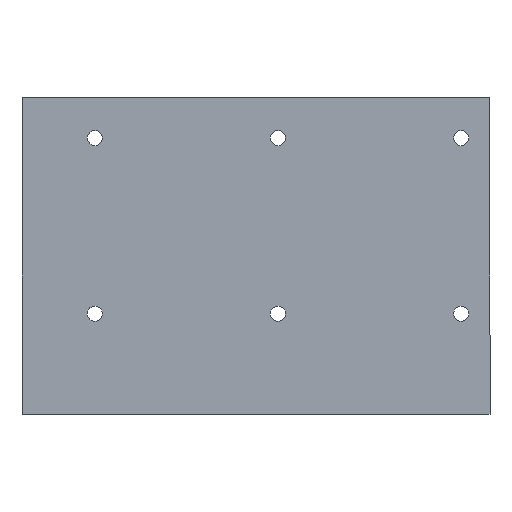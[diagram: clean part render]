
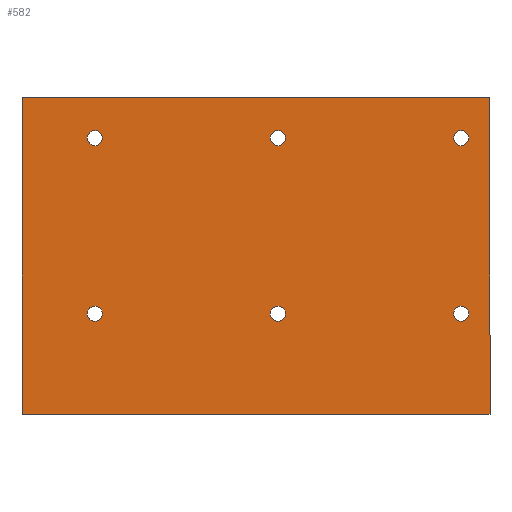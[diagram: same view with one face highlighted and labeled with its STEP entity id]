
A CAD part, top view. The second image highlights one B-rep face of the part: STEP entity #582.
In plain terms, the highlighted planar face has unit normal (0, 0, 1).
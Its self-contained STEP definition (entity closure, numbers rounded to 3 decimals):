
#3 = ORIENTED_EDGE ( 'NONE', *, *, #525, .T. ) ;
#7 = AXIS2_PLACEMENT_3D ( 'NONE', #557, #382, #378 ) ;
#15 = CARTESIAN_POINT ( 'NONE',  ( -73., -70., 10. ) ) ;
#28 = DIRECTION ( 'NONE',  ( 1., 0., 0. ) ) ;
#33 = DIRECTION ( 'NONE',  ( 0., 0., 1. ) ) ;
#34 = CIRCLE ( 'NONE', #639, 6. ) ;
#36 = PLANE ( 'NONE',  #169 ) ;
#40 = VERTEX_POINT ( 'NONE', #493 ) ;
#41 = VERTEX_POINT ( 'NONE', #599 ) ;
#42 = VERTEX_POINT ( 'NONE', #209 ) ;
#45 = LINE ( 'NONE', #360, #272 ) ;
#46 = EDGE_CURVE ( 'NONE', #606, #544, #255, .T. ) ;
#55 = AXIS2_PLACEMENT_3D ( 'NONE', #434, #85, #289 ) ;
#56 = EDGE_CURVE ( 'NONE', #321, #433, #298, .T. ) ;
#63 = DIRECTION ( 'NONE',  ( 0., 0., 1. ) ) ;
#66 = CARTESIAN_POINT ( 'NONE',  ( -73., -70., 10. ) ) ;
#73 = DIRECTION ( 'NONE',  ( -1., 0., 0. ) ) ;
#74 = DIRECTION ( 'NONE',  ( 1., 0., 0. ) ) ;
#80 = CARTESIAN_POINT ( 'NONE',  ( -225., 70., 10. ) ) ;
#85 = DIRECTION ( 'NONE',  ( 0., 0., 1. ) ) ;
#87 = EDGE_CURVE ( 'NONE', #446, #312, #275, .T. ) ;
#92 = EDGE_LOOP ( 'NONE', ( #326, #514 ) ) ;
#96 = CARTESIAN_POINT ( 'NONE',  ( 79., 70., 10. ) ) ;
#97 = EDGE_CURVE ( 'NONE', #312, #446, #527, .T. ) ;
#100 = ORIENTED_EDGE ( 'NONE', *, *, #46, .F. ) ;
#109 = FACE_BOUND ( 'NONE', #404, .T. ) ;
#125 = CARTESIAN_POINT ( 'NONE',  ( -213., -70., 10. ) ) ;
#128 = ORIENTED_EDGE ( 'NONE', *, *, #454, .T. ) ;
#132 = CARTESIAN_POINT ( 'NONE',  ( 73., -70., 10. ) ) ;
#134 = CIRCLE ( 'NONE', #344, 6. ) ;
#135 = DIRECTION ( 'NONE',  ( 0., 0., 1. ) ) ;
#144 = VECTOR ( 'NONE', #73, 1000. ) ;
#156 = ORIENTED_EDGE ( 'NONE', *, *, #626, .F. ) ;
#159 = FACE_BOUND ( 'NONE', #502, .T. ) ;
#161 = VERTEX_POINT ( 'NONE', #165 ) ;
#162 = DIRECTION ( 'NONE',  ( 0., 0., 1. ) ) ;
#164 = EDGE_CURVE ( 'NONE', #544, #606, #403, .T. ) ;
#165 = CARTESIAN_POINT ( 'NONE',  ( 96., -150., 10. ) ) ;
#169 = AXIS2_PLACEMENT_3D ( 'NONE', #257, #484, #194 ) ;
#173 = AXIS2_PLACEMENT_3D ( 'NONE', #325, #559, #455 ) ;
#184 = CARTESIAN_POINT ( 'NONE',  ( -277., 102., 10. ) ) ;
#193 = CARTESIAN_POINT ( 'NONE',  ( 79., -70., 10. ) ) ;
#194 = DIRECTION ( 'NONE',  ( 1., 0., 0. ) ) ;
#203 = FACE_BOUND ( 'NONE', #476, .T. ) ;
#205 = EDGE_LOOP ( 'NONE', ( #276, #261 ) ) ;
#206 = ORIENTED_EDGE ( 'NONE', *, *, #293, .F. ) ;
#209 = CARTESIAN_POINT ( 'NONE',  ( -67., -70., 10. ) ) ;
#212 = AXIS2_PLACEMENT_3D ( 'NONE', #132, #574, #627 ) ;
#213 = VECTOR ( 'NONE', #625, 1000. ) ;
#216 = VERTEX_POINT ( 'NONE', #563 ) ;
#224 = ORIENTED_EDGE ( 'NONE', *, *, #164, .F. ) ;
#226 = ORIENTED_EDGE ( 'NONE', *, *, #428, .F. ) ;
#229 = CARTESIAN_POINT ( 'NONE',  ( -73., 70., 10. ) ) ;
#234 = DIRECTION ( 'NONE',  ( 0., 0., 1. ) ) ;
#241 = VECTOR ( 'NONE', #472, 1000. ) ;
#248 = CIRCLE ( 'NONE', #490, 6. ) ;
#255 = CIRCLE ( 'NONE', #485, 6. ) ;
#257 = CARTESIAN_POINT ( 'NONE',  ( 0., 0., 10. ) ) ;
#258 = VERTEX_POINT ( 'NONE', #520 ) ;
#261 = ORIENTED_EDGE ( 'NONE', *, *, #367, .F. ) ;
#272 = VECTOR ( 'NONE', #300, 1000. ) ;
#273 = CIRCLE ( 'NONE', #438, 6. ) ;
#275 = CIRCLE ( 'NONE', #7, 6. ) ;
#276 = ORIENTED_EDGE ( 'NONE', *, *, #399, .F. ) ;
#288 = ORIENTED_EDGE ( 'NONE', *, *, #345, .F. ) ;
#289 = DIRECTION ( 'NONE',  ( -1., 0., 0. ) ) ;
#290 = AXIS2_PLACEMENT_3D ( 'NONE', #459, #329, #457 ) ;
#293 = EDGE_CURVE ( 'NONE', #630, #42, #273, .T. ) ;
#298 = CIRCLE ( 'NONE', #290, 6. ) ;
#300 = DIRECTION ( 'NONE',  ( 0., 1., 0. ) ) ;
#301 = EDGE_CURVE ( 'NONE', #42, #630, #134, .T. ) ;
#302 = ORIENTED_EDGE ( 'NONE', *, *, #304, .T. ) ;
#304 = EDGE_CURVE ( 'NONE', #475, #41, #612, .T. ) ;
#306 = FACE_BOUND ( 'NONE', #205, .T. ) ;
#307 = LINE ( 'NONE', #386, #213 ) ;
#312 = VERTEX_POINT ( 'NONE', #125 ) ;
#321 = VERTEX_POINT ( 'NONE', #80 ) ;
#325 = CARTESIAN_POINT ( 'NONE',  ( -219., -70., 10. ) ) ;
#326 = ORIENTED_EDGE ( 'NONE', *, *, #87, .F. ) ;
#329 = DIRECTION ( 'NONE',  ( 0., 0., 1. ) ) ;
#338 = CARTESIAN_POINT ( 'NONE',  ( 73., -70., 10. ) ) ;
#340 = DIRECTION ( 'NONE',  ( 1., 0., 0. ) ) ;
#343 = CARTESIAN_POINT ( 'NONE',  ( 81., 102., 10. ) ) ;
#344 = AXIS2_PLACEMENT_3D ( 'NONE', #15, #426, #519 ) ;
#345 = EDGE_CURVE ( 'NONE', #433, #321, #462, .T. ) ;
#346 = CARTESIAN_POINT ( 'NONE',  ( -225., -70., 10. ) ) ;
#349 = CARTESIAN_POINT ( 'NONE',  ( 73., 70., 10. ) ) ;
#357 = CARTESIAN_POINT ( 'NONE',  ( 96., 102., 10. ) ) ;
#360 = CARTESIAN_POINT ( 'NONE',  ( 96., 102., 10. ) ) ;
#363 = EDGE_CURVE ( 'NONE', #41, #40, #431, .T. ) ;
#367 = EDGE_CURVE ( 'NONE', #550, #216, #506, .T. ) ;
#371 = FACE_BOUND ( 'NONE', #398, .T. ) ;
#375 = DIRECTION ( 'NONE',  ( 1., 0., 0. ) ) ;
#378 = DIRECTION ( 'NONE',  ( -1., 0., 0. ) ) ;
#382 = DIRECTION ( 'NONE',  ( 0., 0., 1. ) ) ;
#386 = CARTESIAN_POINT ( 'NONE',  ( -277., -150., 10. ) ) ;
#391 = ORIENTED_EDGE ( 'NONE', *, *, #363, .T. ) ;
#398 = EDGE_LOOP ( 'NONE', ( #226, #156 ) ) ;
#399 = EDGE_CURVE ( 'NONE', #216, #550, #248, .T. ) ;
#403 = CIRCLE ( 'NONE', #543, 6. ) ;
#404 = EDGE_LOOP ( 'NONE', ( #224, #100 ) ) ;
#414 = FACE_OUTER_BOUND ( 'NONE', #637, .T. ) ;
#426 = DIRECTION ( 'NONE',  ( 0., 0., 1. ) ) ;
#428 = EDGE_CURVE ( 'NONE', #258, #487, #564, .T. ) ;
#431 = LINE ( 'NONE', #184, #241 ) ;
#433 = VERTEX_POINT ( 'NONE', #437 ) ;
#434 = CARTESIAN_POINT ( 'NONE',  ( -219., 70., 10. ) ) ;
#437 = CARTESIAN_POINT ( 'NONE',  ( -213., 70., 10. ) ) ;
#438 = AXIS2_PLACEMENT_3D ( 'NONE', #66, #610, #340 ) ;
#446 = VERTEX_POINT ( 'NONE', #346 ) ;
#454 = EDGE_CURVE ( 'NONE', #40, #161, #307, .T. ) ;
#455 = DIRECTION ( 'NONE',  ( -1., 0., 0. ) ) ;
#457 = DIRECTION ( 'NONE',  ( -1., 0., 0. ) ) ;
#459 = CARTESIAN_POINT ( 'NONE',  ( -219., 70., 10. ) ) ;
#460 = CARTESIAN_POINT ( 'NONE',  ( -73., 70., 10. ) ) ;
#462 = CIRCLE ( 'NONE', #55, 6. ) ;
#472 = DIRECTION ( 'NONE',  ( 0., -1., 0. ) ) ;
#475 = VERTEX_POINT ( 'NONE', #357 ) ;
#476 = EDGE_LOOP ( 'NONE', ( #206, #623 ) ) ;
#484 = DIRECTION ( 'NONE',  ( 0., 0., 1. ) ) ;
#485 = AXIS2_PLACEMENT_3D ( 'NONE', #460, #63, #375 ) ;
#487 = VERTEX_POINT ( 'NONE', #193 ) ;
#490 = AXIS2_PLACEMENT_3D ( 'NONE', #349, #33, #578 ) ;
#493 = CARTESIAN_POINT ( 'NONE',  ( -277., -150., 10. ) ) ;
#496 = ORIENTED_EDGE ( 'NONE', *, *, #56, .F. ) ;
#502 = EDGE_LOOP ( 'NONE', ( #496, #288 ) ) ;
#506 = CIRCLE ( 'NONE', #642, 6. ) ;
#514 = ORIENTED_EDGE ( 'NONE', *, *, #97, .F. ) ;
#519 = DIRECTION ( 'NONE',  ( 1., 0., 0. ) ) ;
#520 = CARTESIAN_POINT ( 'NONE',  ( 67., -70., 10. ) ) ;
#524 = CARTESIAN_POINT ( 'NONE',  ( 73., 70., 10. ) ) ;
#525 = EDGE_CURVE ( 'NONE', #161, #475, #45, .T. ) ;
#527 = CIRCLE ( 'NONE', #173, 6. ) ;
#539 = FACE_BOUND ( 'NONE', #92, .T. ) ;
#543 = AXIS2_PLACEMENT_3D ( 'NONE', #229, #162, #551 ) ;
#544 = VERTEX_POINT ( 'NONE', #585 ) ;
#550 = VERTEX_POINT ( 'NONE', #96 ) ;
#551 = DIRECTION ( 'NONE',  ( 1., 0., 0. ) ) ;
#557 = CARTESIAN_POINT ( 'NONE',  ( -219., -70., 10. ) ) ;
#559 = DIRECTION ( 'NONE',  ( 0., 0., 1. ) ) ;
#563 = CARTESIAN_POINT ( 'NONE',  ( 67., 70., 10. ) ) ;
#564 = CIRCLE ( 'NONE', #212, 6. ) ;
#574 = DIRECTION ( 'NONE',  ( 0., 0., 1. ) ) ;
#578 = DIRECTION ( 'NONE',  ( 1., 0., 0. ) ) ;
#582 = ADVANCED_FACE ( 'NONE', ( #539, #109, #371, #414, #306, #203, #159 ), #36, .T. ) ;
#585 = CARTESIAN_POINT ( 'NONE',  ( -79., 70., 10. ) ) ;
#588 = CARTESIAN_POINT ( 'NONE',  ( -67., 70., 10. ) ) ;
#599 = CARTESIAN_POINT ( 'NONE',  ( -277., 102., 10. ) ) ;
#606 = VERTEX_POINT ( 'NONE', #588 ) ;
#610 = DIRECTION ( 'NONE',  ( 0., 0., 1. ) ) ;
#612 = LINE ( 'NONE', #343, #144 ) ;
#614 = CARTESIAN_POINT ( 'NONE',  ( -79., -70., 10. ) ) ;
#623 = ORIENTED_EDGE ( 'NONE', *, *, #301, .F. ) ;
#625 = DIRECTION ( 'NONE',  ( 1., 0., 0. ) ) ;
#626 = EDGE_CURVE ( 'NONE', #487, #258, #34, .T. ) ;
#627 = DIRECTION ( 'NONE',  ( 1., 0., 0. ) ) ;
#630 = VERTEX_POINT ( 'NONE', #614 ) ;
#637 = EDGE_LOOP ( 'NONE', ( #391, #128, #3, #302 ) ) ;
#639 = AXIS2_PLACEMENT_3D ( 'NONE', #338, #234, #74 ) ;
#642 = AXIS2_PLACEMENT_3D ( 'NONE', #524, #135, #28 ) ;
